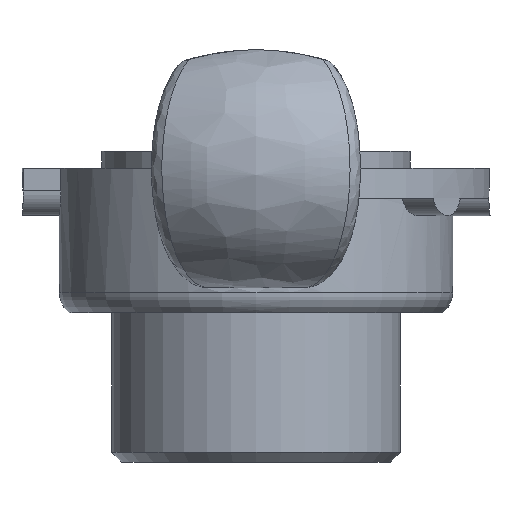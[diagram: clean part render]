
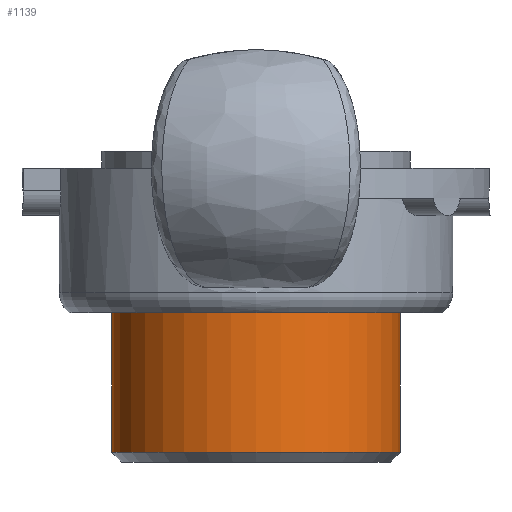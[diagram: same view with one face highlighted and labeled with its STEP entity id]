
A CAD part, left-side view. The second image highlights one B-rep face of the part: STEP entity #1139.
In plain terms, the highlighted cylindrical face has radius 14.5 mm (diameter 29 mm), a full revolution.
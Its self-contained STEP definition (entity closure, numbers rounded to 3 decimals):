
#127=FACE_OUTER_BOUND('',#197,.T.);
#197=EDGE_LOOP('',(#745,#746,#747,#748,#749));
#260=LINE('',#1689,#316);
#316=VECTOR('',#1405,14.5);
#382=CIRCLE('',#1243,14.5);
#383=CIRCLE('',#1245,14.5);
#384=CIRCLE('',#1246,14.5);
#442=VERTEX_POINT('',#1680);
#443=VERTEX_POINT('',#1683);
#444=VERTEX_POINT('',#1684);
#558=EDGE_CURVE('',#442,#442,#382,.T.);
#559=EDGE_CURVE('',#443,#444,#383,.T.);
#560=EDGE_CURVE('',#444,#443,#384,.T.);
#562=EDGE_CURVE('',#444,#442,#260,.T.);
#745=ORIENTED_EDGE('',*,*,#559,.F.);
#746=ORIENTED_EDGE('',*,*,#560,.F.);
#747=ORIENTED_EDGE('',*,*,#562,.T.);
#748=ORIENTED_EDGE('',*,*,#558,.T.);
#749=ORIENTED_EDGE('',*,*,#562,.F.);
#1043=CYLINDRICAL_SURFACE('',#1247,14.5);
#1139=ADVANCED_FACE('',(#127),#1043,.T.);
#1243=AXIS2_PLACEMENT_3D('',#1681,#1394,#1395);
#1245=AXIS2_PLACEMENT_3D('',#1685,#1398,#1399);
#1246=AXIS2_PLACEMENT_3D('',#1686,#1400,#1401);
#1247=AXIS2_PLACEMENT_3D('',#1688,#1403,#1404);
#1394=DIRECTION('center_axis',(0.,0.,-1.));
#1395=DIRECTION('ref_axis',(1.,0.,0.));
#1398=DIRECTION('center_axis',(0.,0.,-1.));
#1399=DIRECTION('ref_axis',(-1.,0.,0.));
#1400=DIRECTION('center_axis',(0.,0.,-1.));
#1401=DIRECTION('ref_axis',(-1.,0.,0.));
#1403=DIRECTION('center_axis',(0.,0.,-1.));
#1404=DIRECTION('ref_axis',(1.,0.,0.));
#1405=DIRECTION('',(0.,0.,1.));
#1680=CARTESIAN_POINT('',(-14.5,0.,-14.5));
#1681=CARTESIAN_POINT('Origin',(0.,0.,-14.5));
#1683=CARTESIAN_POINT('',(14.5,0.,-28.5));
#1684=CARTESIAN_POINT('',(-14.5,0.,-28.5));
#1685=CARTESIAN_POINT('Origin',(0.,0.,-28.5));
#1686=CARTESIAN_POINT('Origin',(0.,0.,-28.5));
#1688=CARTESIAN_POINT('Origin',(0.,0.,-15.));
#1689=CARTESIAN_POINT('',(-14.5,0.,-15.));
